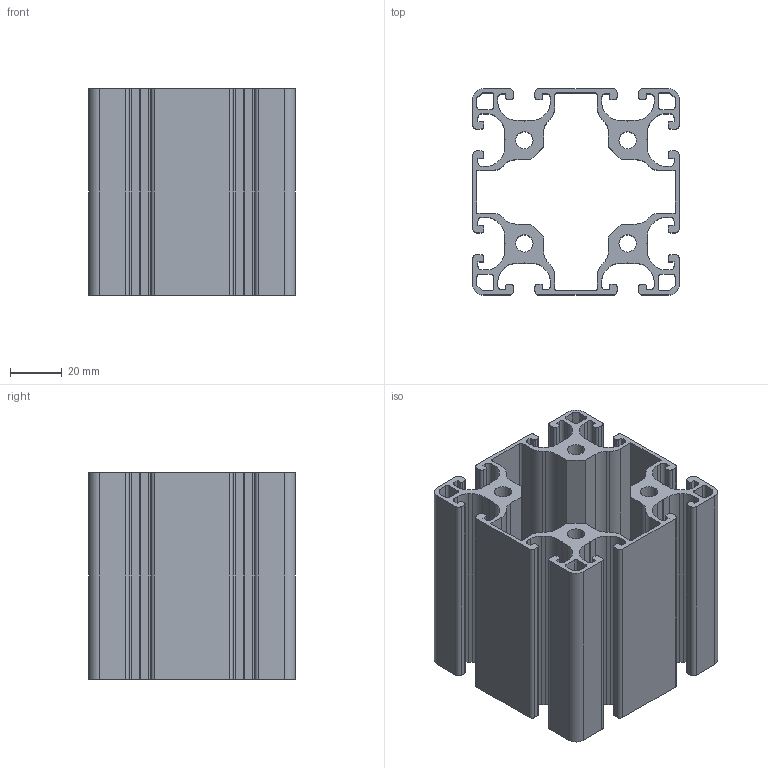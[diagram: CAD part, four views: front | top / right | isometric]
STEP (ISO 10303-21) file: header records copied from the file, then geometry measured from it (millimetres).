
FILE_DESCRIPTION (( 'STEP AP203' ), '1' );
FILE_NAME ('AL-P8-80-80-JB1007.STEP', '2021-09-14T05:25:42', ( '' ), ( '' ), 'SwSTEP 2.0', 'SolidWorks 2018', '' );
FILE_SCHEMA (( 'CONFIG_CONTROL_DESIGN' ));
Length unit declared in the file: millimetre
Products named in the file (1): AL-P8-80-80-JB1007
Bounding box: 80 x 80 x 80 mm (x, y, z)
Volume: 131594.9 mm3; surface area: 94586.4 mm2
Topology: 1 solids, 1 shells, 334 faces, 996 edges, 664 vertices
Faces by surface type: plane 194, cylinder 140
Entity records: 11373 total; most frequent: CARTESIAN_POINT 1995, ORIENTED_EDGE 1992, DIRECTION 1946, EDGE_CURVE 996, VECTOR 716, LINE 716, VERTEX_POINT 664, AXIS2_PLACEMENT_3D 615
